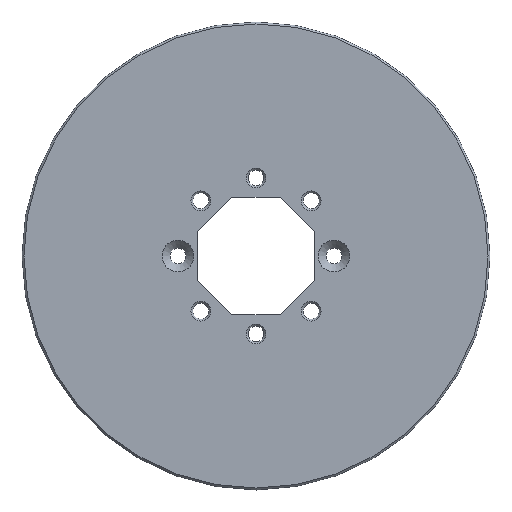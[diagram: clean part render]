
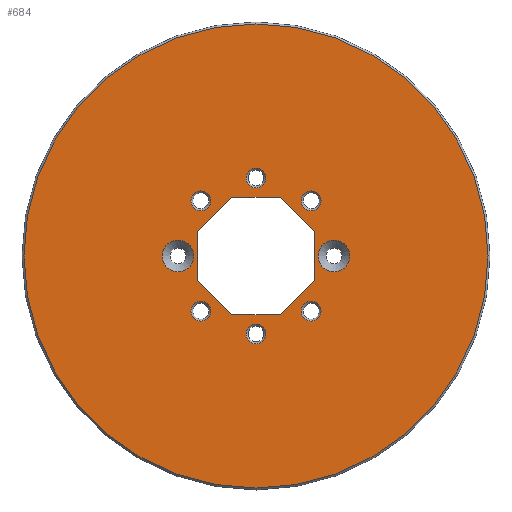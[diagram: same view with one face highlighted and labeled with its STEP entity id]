
A CAD part, top view. The second image highlights one B-rep face of the part: STEP entity #684.
In plain terms, the highlighted planar face has unit normal (0, 0, 1).
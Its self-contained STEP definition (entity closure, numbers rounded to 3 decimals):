
#32=FACE_BOUND('',#110,.T.);
#33=FACE_BOUND('',#111,.T.);
#34=FACE_BOUND('',#112,.T.);
#35=FACE_BOUND('',#113,.T.);
#36=FACE_BOUND('',#114,.T.);
#37=FACE_BOUND('',#115,.T.);
#38=FACE_BOUND('',#116,.T.);
#39=FACE_BOUND('',#117,.T.);
#40=FACE_BOUND('',#118,.T.);
#42=PLANE('',#770);
#65=FACE_OUTER_BOUND('',#109,.T.);
#109=EDGE_LOOP('',(#510));
#110=EDGE_LOOP('',(#511));
#111=EDGE_LOOP('',(#512));
#112=EDGE_LOOP('',(#513));
#113=EDGE_LOOP('',(#514));
#114=EDGE_LOOP('',(#515,#516,#517,#518,#519,#520,#521,#522));
#115=EDGE_LOOP('',(#523));
#116=EDGE_LOOP('',(#524));
#117=EDGE_LOOP('',(#525));
#118=EDGE_LOOP('',(#526));
#160=LINE('',#1129,#209);
#161=LINE('',#1131,#210);
#162=LINE('',#1133,#211);
#163=LINE('',#1135,#212);
#164=LINE('',#1137,#213);
#165=LINE('',#1139,#214);
#166=LINE('',#1141,#215);
#167=LINE('',#1142,#216);
#209=VECTOR('',#926,10.);
#210=VECTOR('',#927,10.);
#211=VECTOR('',#928,10.);
#212=VECTOR('',#929,10.);
#213=VECTOR('',#930,10.);
#214=VECTOR('',#931,10.);
#215=VECTOR('',#932,10.);
#216=VECTOR('',#933,10.);
#264=CIRCLE('',#769,2.55);
#265=CIRCLE('',#771,59.5);
#266=CIRCLE('',#772,2.55);
#267=CIRCLE('',#773,2.55);
#268=CIRCLE('',#774,2.55);
#269=CIRCLE('',#775,4.05);
#270=CIRCLE('',#776,4.05);
#271=CIRCLE('',#777,2.55);
#272=CIRCLE('',#778,2.55);
#316=VERTEX_POINT('',#1113);
#317=VERTEX_POINT('',#1117);
#318=VERTEX_POINT('',#1119);
#319=VERTEX_POINT('',#1121);
#320=VERTEX_POINT('',#1123);
#321=VERTEX_POINT('',#1125);
#322=VERTEX_POINT('',#1127);
#323=VERTEX_POINT('',#1128);
#324=VERTEX_POINT('',#1130);
#325=VERTEX_POINT('',#1132);
#326=VERTEX_POINT('',#1134);
#327=VERTEX_POINT('',#1136);
#328=VERTEX_POINT('',#1138);
#329=VERTEX_POINT('',#1140);
#330=VERTEX_POINT('',#1143);
#331=VERTEX_POINT('',#1145);
#332=VERTEX_POINT('',#1147);
#388=EDGE_CURVE('',#316,#316,#264,.T.);
#390=EDGE_CURVE('',#317,#317,#265,.T.);
#391=EDGE_CURVE('',#318,#318,#266,.T.);
#392=EDGE_CURVE('',#319,#319,#267,.T.);
#393=EDGE_CURVE('',#320,#320,#268,.T.);
#394=EDGE_CURVE('',#321,#321,#269,.T.);
#395=EDGE_CURVE('',#322,#323,#160,.T.);
#396=EDGE_CURVE('',#323,#324,#161,.T.);
#397=EDGE_CURVE('',#324,#325,#162,.T.);
#398=EDGE_CURVE('',#325,#326,#163,.T.);
#399=EDGE_CURVE('',#326,#327,#164,.T.);
#400=EDGE_CURVE('',#327,#328,#165,.T.);
#401=EDGE_CURVE('',#328,#329,#166,.T.);
#402=EDGE_CURVE('',#329,#322,#167,.T.);
#403=EDGE_CURVE('',#330,#330,#270,.T.);
#404=EDGE_CURVE('',#331,#331,#271,.T.);
#405=EDGE_CURVE('',#332,#332,#272,.T.);
#510=ORIENTED_EDGE('',*,*,#390,.F.);
#511=ORIENTED_EDGE('',*,*,#391,.F.);
#512=ORIENTED_EDGE('',*,*,#392,.F.);
#513=ORIENTED_EDGE('',*,*,#393,.F.);
#514=ORIENTED_EDGE('',*,*,#394,.F.);
#515=ORIENTED_EDGE('',*,*,#395,.T.);
#516=ORIENTED_EDGE('',*,*,#396,.T.);
#517=ORIENTED_EDGE('',*,*,#397,.T.);
#518=ORIENTED_EDGE('',*,*,#398,.T.);
#519=ORIENTED_EDGE('',*,*,#399,.T.);
#520=ORIENTED_EDGE('',*,*,#400,.T.);
#521=ORIENTED_EDGE('',*,*,#401,.T.);
#522=ORIENTED_EDGE('',*,*,#402,.T.);
#523=ORIENTED_EDGE('',*,*,#403,.F.);
#524=ORIENTED_EDGE('',*,*,#404,.F.);
#525=ORIENTED_EDGE('',*,*,#405,.F.);
#526=ORIENTED_EDGE('',*,*,#388,.F.);
#684=ADVANCED_FACE('',(#65,#32,#33,#34,#35,#36,#37,#38,#39,#40),#42,.T.);
#769=AXIS2_PLACEMENT_3D('',#1114,#911,#912);
#770=AXIS2_PLACEMENT_3D('',#1116,#914,#915);
#771=AXIS2_PLACEMENT_3D('',#1118,#916,#917);
#772=AXIS2_PLACEMENT_3D('',#1120,#918,#919);
#773=AXIS2_PLACEMENT_3D('',#1122,#920,#921);
#774=AXIS2_PLACEMENT_3D('',#1124,#922,#923);
#775=AXIS2_PLACEMENT_3D('',#1126,#924,#925);
#776=AXIS2_PLACEMENT_3D('',#1144,#934,#935);
#777=AXIS2_PLACEMENT_3D('',#1146,#936,#937);
#778=AXIS2_PLACEMENT_3D('',#1148,#938,#939);
#911=DIRECTION('center_axis',(0.,0.,1.));
#912=DIRECTION('ref_axis',(-1.,0.,0.));
#914=DIRECTION('center_axis',(0.,0.,1.));
#915=DIRECTION('ref_axis',(1.,0.,0.));
#916=DIRECTION('center_axis',(0.,0.,-1.));
#917=DIRECTION('ref_axis',(-1.,0.,0.));
#918=DIRECTION('center_axis',(0.,0.,1.));
#919=DIRECTION('ref_axis',(-1.,0.,0.));
#920=DIRECTION('center_axis',(0.,0.,1.));
#921=DIRECTION('ref_axis',(-1.,0.,0.));
#922=DIRECTION('center_axis',(0.,0.,1.));
#923=DIRECTION('ref_axis',(-1.,0.,0.));
#924=DIRECTION('center_axis',(0.,0.,1.));
#925=DIRECTION('ref_axis',(-1.,0.,0.));
#926=DIRECTION('',(-1.,0.,0.));
#927=DIRECTION('',(-0.707,0.707,0.));
#928=DIRECTION('',(0.,1.,0.));
#929=DIRECTION('',(0.707,0.707,0.));
#930=DIRECTION('',(1.,0.,0.));
#931=DIRECTION('',(0.707,-0.707,0.));
#932=DIRECTION('',(0.,-1.,0.));
#933=DIRECTION('',(-0.707,-0.707,0.));
#934=DIRECTION('center_axis',(0.,0.,1.));
#935=DIRECTION('ref_axis',(-1.,0.,0.));
#936=DIRECTION('center_axis',(0.,0.,1.));
#937=DIRECTION('ref_axis',(-1.,0.,0.));
#938=DIRECTION('center_axis',(0.,0.,1.));
#939=DIRECTION('ref_axis',(-1.,0.,0.));
#1113=CARTESIAN_POINT('',(16.692,14.142,3.));
#1114=CARTESIAN_POINT('Origin',(14.142,14.142,3.));
#1116=CARTESIAN_POINT('Origin',(0.,0.,3.));
#1117=CARTESIAN_POINT('',(59.5,0.,3.));
#1118=CARTESIAN_POINT('Origin',(0.,0.,3.));
#1119=CARTESIAN_POINT('',(2.55,20.,3.));
#1120=CARTESIAN_POINT('Origin',(0.,20.,3.));
#1121=CARTESIAN_POINT('',(-11.592,-14.142,3.));
#1122=CARTESIAN_POINT('Origin',(-14.142,-14.142,3.));
#1123=CARTESIAN_POINT('',(2.55,-20.,3.));
#1124=CARTESIAN_POINT('Origin',(0.,-20.,3.));
#1125=CARTESIAN_POINT('',(24.05,0.,3.));
#1126=CARTESIAN_POINT('Origin',(20.,0.,3.));
#1127=CARTESIAN_POINT('',(6.255,-15.1,3.));
#1128=CARTESIAN_POINT('',(-6.255,-15.1,3.));
#1129=CARTESIAN_POINT('',(3.127,-15.1,3.));
#1130=CARTESIAN_POINT('',(-15.1,-6.255,3.));
#1131=CARTESIAN_POINT('',(-8.466,-12.889,3.));
#1132=CARTESIAN_POINT('',(-15.1,6.255,3.));
#1133=CARTESIAN_POINT('',(-15.1,-3.127,3.));
#1134=CARTESIAN_POINT('',(-6.255,15.1,3.));
#1135=CARTESIAN_POINT('',(-12.889,8.466,3.));
#1136=CARTESIAN_POINT('',(6.255,15.1,3.));
#1137=CARTESIAN_POINT('',(-3.127,15.1,3.));
#1138=CARTESIAN_POINT('',(15.1,6.255,3.));
#1139=CARTESIAN_POINT('',(8.466,12.889,3.));
#1140=CARTESIAN_POINT('',(15.1,-6.255,3.));
#1141=CARTESIAN_POINT('',(15.1,3.127,3.));
#1142=CARTESIAN_POINT('',(12.889,-8.466,3.));
#1143=CARTESIAN_POINT('',(-15.95,0.,3.));
#1144=CARTESIAN_POINT('Origin',(-20.,0.,3.));
#1145=CARTESIAN_POINT('',(16.692,-14.142,3.));
#1146=CARTESIAN_POINT('Origin',(14.142,-14.142,3.));
#1147=CARTESIAN_POINT('',(-11.592,14.142,3.));
#1148=CARTESIAN_POINT('Origin',(-14.142,14.142,3.));
